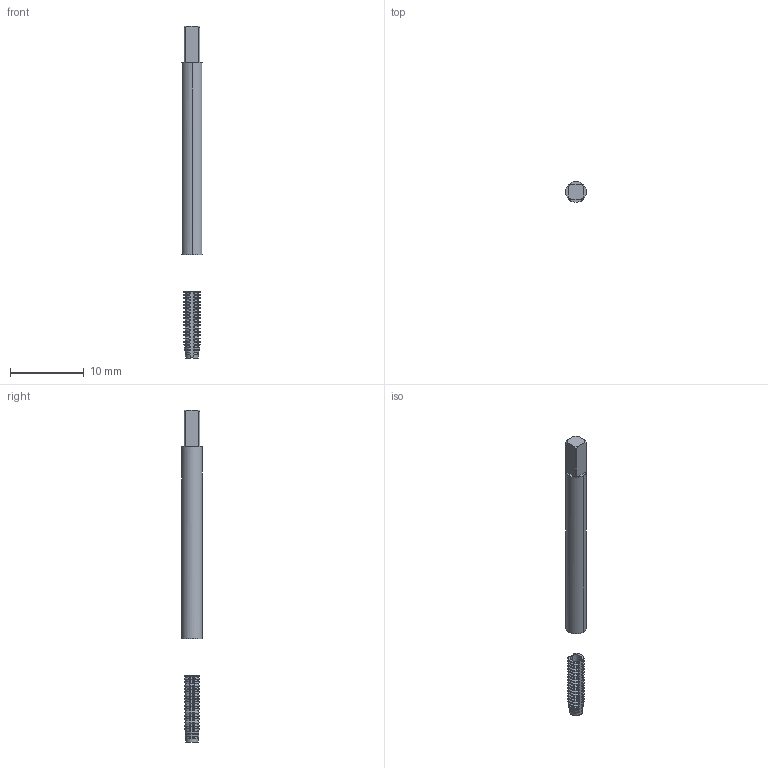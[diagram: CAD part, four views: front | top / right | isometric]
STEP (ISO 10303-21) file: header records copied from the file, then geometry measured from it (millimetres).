
FILE_DESCRIPTION(('no description'),'unknown implementation level');
FILE_NAME('solid9yQ9jdyPVH4z2x0L2AFkXgLDwaQ_1.STP',' ',('CIM GmbH Aachen'),('CADClick - KiM GmbH - www.kimweb.de'),'unknown preprocess','ACIS','unknown authorization');
FILE_SCHEMA(('automotive_design'));
Length unit declared in the file: millimetre
Products named in the file (2): 1; 2
Bounding box: 2.8 x 2.8 x 45 mm (x, y, z)
Volume: 191 mm3; surface area: 401.6 mm2
Topology: 2 solids, 2 shells, 304 faces, 825 edges, 524 vertices
Faces by surface type: cone 166, cylinder 122, plane 16
Entity records: 19962 total; most frequent: CARTESIAN_POINT 3174, STYLED_ITEM 1655, PRESENTATION_STYLE_ASSIGNMENT 1655, COLOUR_RGB 1655, ORIENTED_EDGE 1650, DIRECTION 1585, EDGE_CURVE 825, CURVE_STYLE 825
